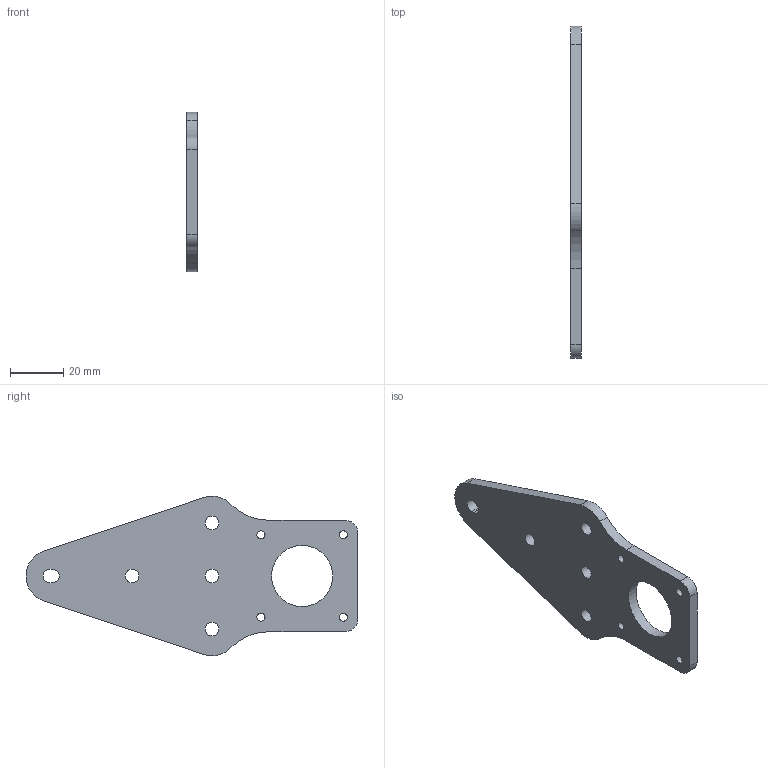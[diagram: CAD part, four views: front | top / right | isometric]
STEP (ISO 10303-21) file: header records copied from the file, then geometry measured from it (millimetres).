
FILE_DESCRIPTION(/* description */ (''),/* implementation_level */ '2;1');
FILE_NAME(/* name */ 'Motor Y block v3.step',/* time_stamp */ '2019-03-16T22:09:47-05:00',/* author */ ('partygoat'),/* organization */ (''),/* preprocessor_version */ 'ST-DEVELOPER v17.2',/* originating_system */ 'Autodesk Translation Framework v7.6.0.251',/* authorisation */ '');
FILE_SCHEMA (('AUTOMOTIVE_DESIGN { 1 0 10303 214 3 1 1 }'));
Length unit declared in the file: millimetre
Products named in the file (1): Motor Y block v1
Bounding box: 4 x 124.93 x 60 mm (x, y, z)
Volume: 18144.6 mm3; surface area: 11084.7 mm2
Topology: 1 solids, 1 shells, 27 faces, 75 edges, 50 vertices
Faces by surface type: cylinder 18, plane 9
Full cylindrical faces by diameter (mm): 3.05 x4, 5.1 x4, 23 x1
Entity records: 958 total; most frequent: DIRECTION 167, CARTESIAN_POINT 153, ORIENTED_EDGE 150, EDGE_CURVE 75, AXIS2_PLACEMENT_3D 64, VERTEX_POINT 50, EDGE_LOOP 47, LINE 39
